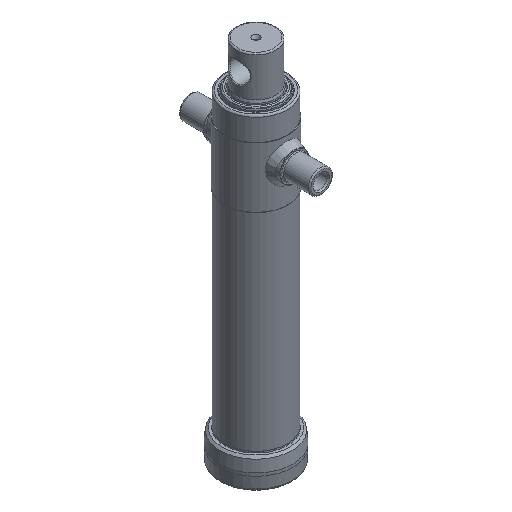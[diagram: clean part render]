
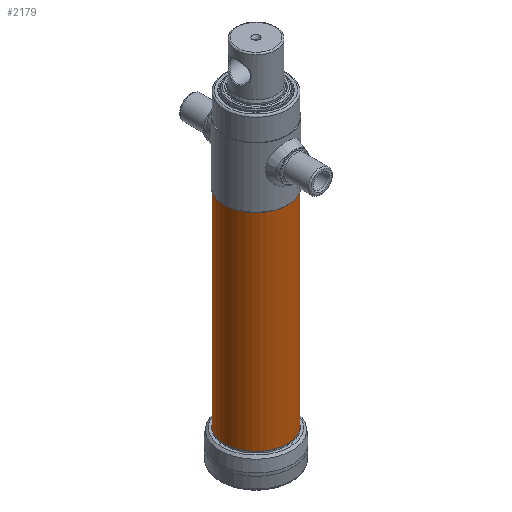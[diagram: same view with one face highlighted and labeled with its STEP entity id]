
A CAD part, isometric view. The second image highlights one B-rep face of the part: STEP entity #2179.
In plain terms, the highlighted cylindrical face has radius 46.5 mm (diameter 93 mm), a full revolution.
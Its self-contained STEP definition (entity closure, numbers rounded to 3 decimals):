
#508=CYLINDRICAL_SURFACE('',#2398,46.5);
#571=ORIENTED_EDGE('',*,*,#1012,.T.);
#572=ORIENTED_EDGE('',*,*,#1004,.F.);
#1004=EDGE_CURVE('',#1229,#1229,#1413,.T.);
#1012=EDGE_CURVE('',#1237,#1237,#1421,.T.);
#1229=VERTEX_POINT('',#3286);
#1237=VERTEX_POINT('',#3310);
#1413=CIRCLE('',#2381,46.5);
#1421=CIRCLE('',#2397,46.5);
#1564=EDGE_LOOP('',(#571));
#1565=EDGE_LOOP('',(#572));
#1856=FACE_BOUND('',#1564,.T.);
#1857=FACE_BOUND('',#1565,.T.);
#2179=ADVANCED_FACE('',(#1856,#1857),#508,.T.);
#2381=AXIS2_PLACEMENT_3D('',#3285,#2675,#2676);
#2397=AXIS2_PLACEMENT_3D('',#3309,#2707,#2708);
#2398=AXIS2_PLACEMENT_3D('',#3311,#2709,#2710);
#2675=DIRECTION('',(0.,0.,-1.));
#2676=DIRECTION('',(-1.,0.,0.));
#2707=DIRECTION('',(0.,0.,-1.));
#2708=DIRECTION('',(-1.,0.,0.));
#2709=DIRECTION('',(0.,0.,-1.));
#2710=DIRECTION('',(-1.,0.,0.));
#3285=CARTESIAN_POINT('',(0.,0.,32.));
#3286=CARTESIAN_POINT('',(-46.5,0.,32.));
#3309=CARTESIAN_POINT('',(0.,0.,341.));
#3310=CARTESIAN_POINT('',(-46.5,0.,341.));
#3311=CARTESIAN_POINT('',(0.,0.,54.));
